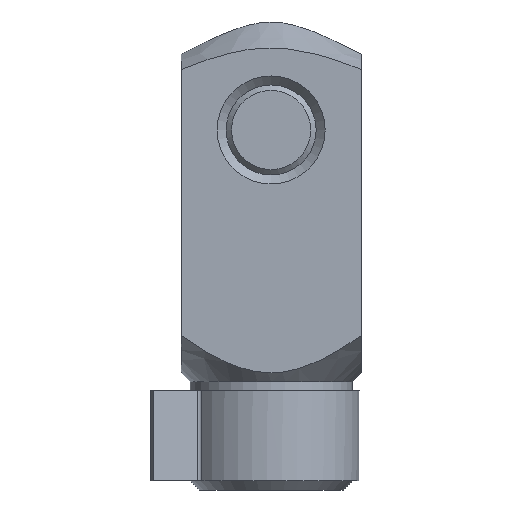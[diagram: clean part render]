
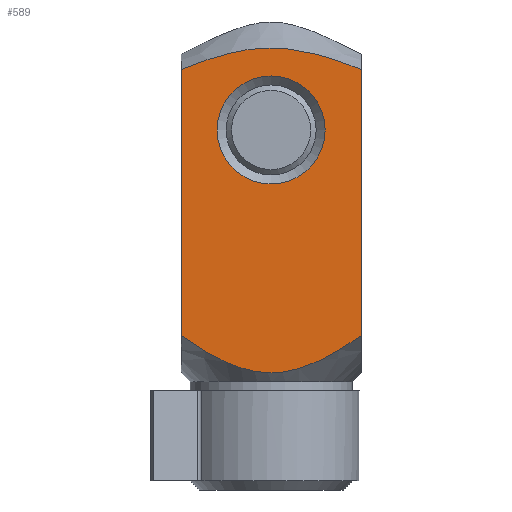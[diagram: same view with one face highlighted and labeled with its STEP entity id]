
A CAD part, front view. The second image highlights one B-rep face of the part: STEP entity #589.
In plain terms, the highlighted planar face has unit normal (0, -1, 0).
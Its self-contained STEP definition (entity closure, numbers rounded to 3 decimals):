
#501=CARTESIAN_POINT('',(3.0,-5.,20.0));
#502=VERTEX_POINT('',#501);
#503=CARTESIAN_POINT('',(0.0,-5.,20.0));
#504=DIRECTION('',(0.0,-1.0,0.0));
#505=DIRECTION('',(-1.0,0.0,0.0));
#506=AXIS2_PLACEMENT_3D('',#503,#504,#505);
#507=CIRCLE('',#506,3.0);
#508=EDGE_CURVE('',#502,#502,#507,.T.);
#533=CARTESIAN_POINT('',(5.,-5.,0.0));
#534=DIRECTION('',(0.0,-1.0,0.0));
#535=DIRECTION('',(0.0,0.0,-1.0));
#536=AXIS2_PLACEMENT_3D('',#533,#534,#535);
#537=PLANE('',#536);
#538=CARTESIAN_POINT('',(-5.,-5.,23.361));
#539=VERTEX_POINT('',#538);
#540=CARTESIAN_POINT('',(5.,-5.,23.361));
#541=VERTEX_POINT('',#540);
#542=CARTESIAN_POINT('',(-5.,-5.,23.361));
#543=CARTESIAN_POINT('',(0.,-5.0,25.402));
#544=CARTESIAN_POINT('',(5.,-5.,23.361));
#552=(BOUNDED_CURVE()B_SPLINE_CURVE(2,(#542,#543,#544),.UNSPECIFIED.,.F.,.U.)B_SPLINE_CURVE_WITH_KNOTS((3,3),(0.258,1.568),.UNSPECIFIED.)CURVE()GEOMETRIC_REPRESENTATION_ITEM()RATIONAL_B_SPLINE_CURVE((1.243,1.757,1.243))REPRESENTATION_ITEM(''));
#553=EDGE_CURVE('',#539,#541,#552,.T.);
#554=ORIENTED_EDGE('',*,*,#553,.F.);
#555=CARTESIAN_POINT('',(-5.,-5.,8.582));
#556=VERTEX_POINT('',#555);
#557=CARTESIAN_POINT('',(-5.,-5.,8.582));
#558=DIRECTION('',(0.0,0.0,1.0));
#559=VECTOR('',#558,14.779);
#560=LINE('',#557,#559);
#561=EDGE_CURVE('',#556,#539,#560,.T.);
#562=ORIENTED_EDGE('',*,*,#561,.F.);
#563=CARTESIAN_POINT('',(5.0,-5.,8.582));
#564=VERTEX_POINT('',#563);
#565=CARTESIAN_POINT('',(5.0,-5.,8.582));
#566=CARTESIAN_POINT('',(0.,-5.0,5.046));
#567=CARTESIAN_POINT('',(-5.,-5.,8.582));
#575=(BOUNDED_CURVE()B_SPLINE_CURVE(2,(#565,#566,#567),.UNSPECIFIED.,.F.,.U.)B_SPLINE_CURVE_WITH_KNOTS((3,3),(0.283,1.717),.UNSPECIFIED.)CURVE()GEOMETRIC_REPRESENTATION_ITEM()RATIONAL_B_SPLINE_CURVE((1.243,1.757,1.243))REPRESENTATION_ITEM(''));
#576=EDGE_CURVE('',#564,#556,#575,.T.);
#577=ORIENTED_EDGE('',*,*,#576,.F.);
#578=CARTESIAN_POINT('',(5.,-5.,8.582));
#579=DIRECTION('',(0.0,0.0,1.0));
#580=VECTOR('',#579,14.779);
#581=LINE('',#578,#580);
#582=EDGE_CURVE('',#564,#541,#581,.T.);
#583=ORIENTED_EDGE('',*,*,#582,.T.);
#584=EDGE_LOOP('',(#554,#562,#577,#583));
#585=FACE_OUTER_BOUND('',#584,.T.);
#586=ORIENTED_EDGE('',*,*,#508,.F.);
#587=EDGE_LOOP('',(#586));
#588=FACE_BOUND('',#587,.T.);
#589=ADVANCED_FACE('',(#585,#588),#537,.T.);
